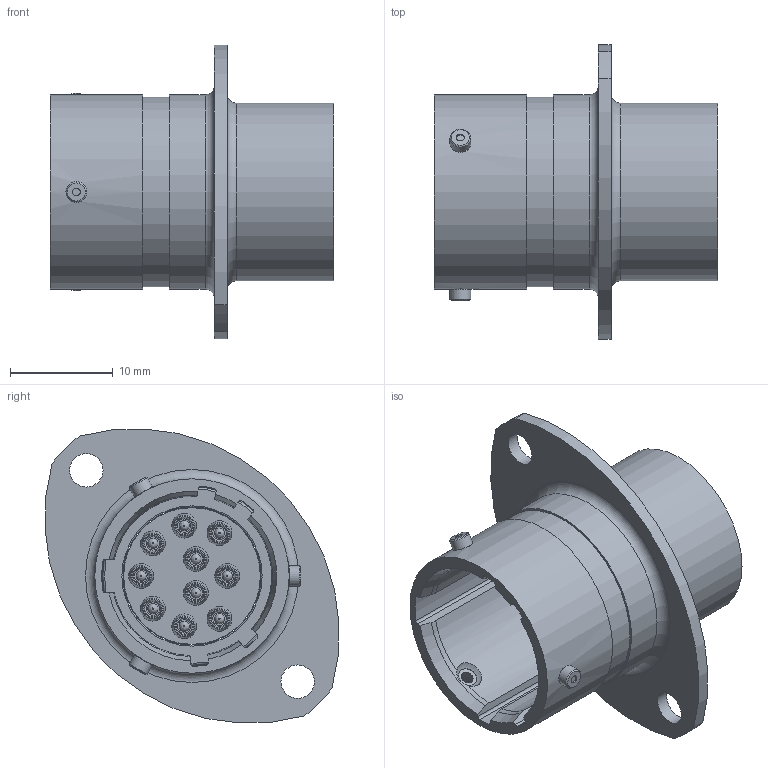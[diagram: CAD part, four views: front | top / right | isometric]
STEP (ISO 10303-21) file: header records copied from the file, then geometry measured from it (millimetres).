
FILE_DESCRIPTION(/* description */ (''),/* implementation_level */ '2;1');
FILE_NAME(/* name */ 'AS212-98PN.stp',/* time_stamp */ '2024-04-11T11:28:27+10:00',/* author */ ('GrantMcPherson'),/* organization */ (''),/* preprocessor_version */ 'ST-DEVELOPER v19.2',/* originating_system */ 'Autodesk Inventor 2023',/* authorisation */ '');
FILE_SCHEMA (('AUTOMOTIVE_DESIGN { 1 0 10303 214 3 1 1 }'));
Length unit declared in the file: millimetre
Products named in the file (1): AS212-98PN
Bounding box: 27.6 x 28.63 x 28.63 mm (x, y, z)
Volume: 2943.3 mm3; surface area: 5638 mm2
Topology: 17 solids, 17 shells, 391 faces, 865 edges, 554 vertices
Faces by surface type: torus 112, cylinder 104, plane 93, cone 64, bspline 10, sphere 8
Full cylindrical faces by diameter (mm): 0.571 x3, 0.68 x10, 0.76 x3, 0.81 x10, 0.991 x10, 1.78 x3, 1.87 x3, 2.03 x3, 2.44 x10, 2.64 x10, 3.25 x2, 13.31 x1, 13.33 x1, 13.449 x1, 14.84 x1, 15 x2, 15.42 x1, 17.31 x1, 17.379 x1, 17.78 x1, 18.5 x1, 18.94 x2
Entity records: 12155 total; most frequent: CARTESIAN_POINT 2420, DIRECTION 2227, ORIENTED_EDGE 1720, AXIS2_PLACEMENT_3D 1017, EDGE_CURVE 860, CIRCLE 633, VERTEX_POINT 554, EDGE_LOOP 496
